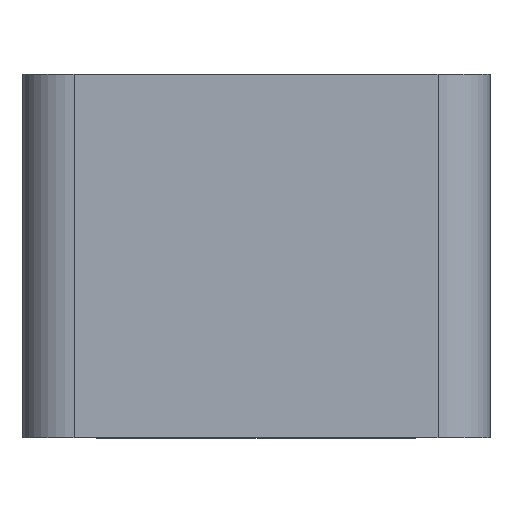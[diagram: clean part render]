
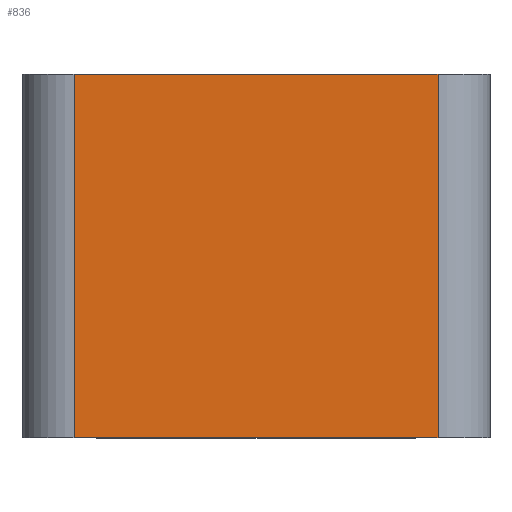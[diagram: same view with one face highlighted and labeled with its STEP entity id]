
A CAD part, front view. The second image highlights one B-rep face of the part: STEP entity #836.
In plain terms, the highlighted planar face has unit normal (0, -1, 0).
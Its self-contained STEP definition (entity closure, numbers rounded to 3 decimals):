
#512=CARTESIAN_POINT('',(-2.,-14.0,13.));
#513=VERTEX_POINT('',#512);
#521=CARTESIAN_POINT('',(12.,-14.,13.));
#522=VERTEX_POINT('',#521);
#523=CARTESIAN_POINT('',(12.,-14.,13.));
#524=DIRECTION('',(-1.0,0.0,0.0));
#525=VECTOR('',#524,14.);
#526=LINE('',#523,#525);
#527=EDGE_CURVE('',#522,#513,#526,.T.);
#634=CARTESIAN_POINT('',(12.,-14.,-1.0));
#635=VERTEX_POINT('',#634);
#643=CARTESIAN_POINT('',(-2.,-14.0,-1.0));
#644=VERTEX_POINT('',#643);
#645=CARTESIAN_POINT('',(-2.,-14.,-1.0));
#646=DIRECTION('',(1.0,0.0,0.0));
#647=VECTOR('',#646,14.);
#648=LINE('',#645,#647);
#649=EDGE_CURVE('',#644,#635,#648,.T.);
#708=CARTESIAN_POINT('',(-2.,-14.0,-1.0));
#709=DIRECTION('',(0.0,0.0,1.0));
#710=VECTOR('',#709,14.);
#711=LINE('',#708,#710);
#712=EDGE_CURVE('',#644,#513,#711,.T.);
#738=CARTESIAN_POINT('',(12.,-14.,13.));
#739=DIRECTION('',(0.0,0.0,-1.0));
#740=VECTOR('',#739,14.);
#741=LINE('',#738,#740);
#742=EDGE_CURVE('',#522,#635,#741,.T.);
#825=CARTESIAN_POINT('',(14.,-14.,0.0));
#826=DIRECTION('',(0.0,-1.0,0.0));
#827=DIRECTION('',(0.0,0.0,-1.0));
#828=AXIS2_PLACEMENT_3D('',#825,#826,#827);
#829=PLANE('',#828);
#830=ORIENTED_EDGE('',*,*,#712,.F.);
#831=ORIENTED_EDGE('',*,*,#649,.T.);
#832=ORIENTED_EDGE('',*,*,#742,.F.);
#833=ORIENTED_EDGE('',*,*,#527,.T.);
#834=EDGE_LOOP('',(#830,#831,#832,#833));
#835=FACE_OUTER_BOUND('',#834,.T.);
#836=ADVANCED_FACE('',(#835),#829,.T.);
